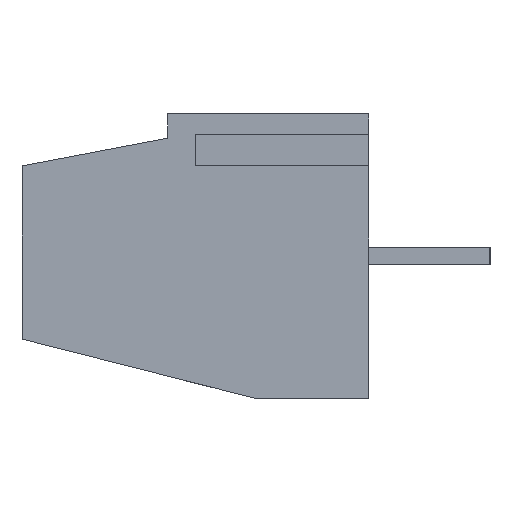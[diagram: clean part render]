
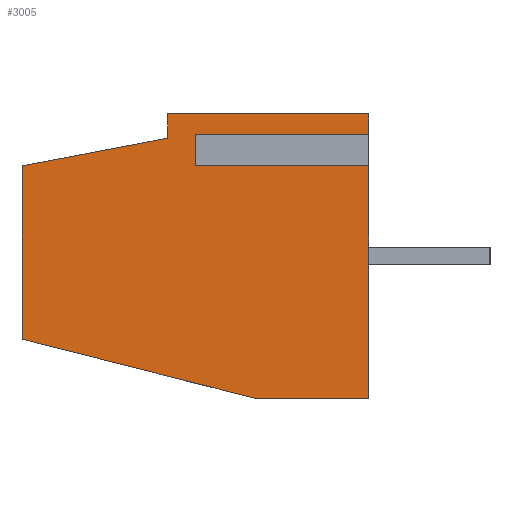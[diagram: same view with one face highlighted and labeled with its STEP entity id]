
A CAD part, left-side view. The second image highlights one B-rep face of the part: STEP entity #3005.
In plain terms, the highlighted planar face has unit normal (-1, 0, 0).
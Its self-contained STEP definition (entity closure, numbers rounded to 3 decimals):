
#72=DIRECTION('',(0.,0.,1.));
#73=VECTOR('',#72,0.5);
#74=CARTESIAN_POINT('',(-17.5,0.,-1.3));
#75=LINE('',#74,#73);
#76=DIRECTION('',(0.,1.,0.));
#77=VECTOR('',#76,5.);
#78=CARTESIAN_POINT('',(-17.5,-5.,-1.3));
#79=LINE('',#78,#77);
#80=DIRECTION('',(0.,0.,-1.));
#81=VECTOR('',#80,6.9);
#82=CARTESIAN_POINT('',(-17.5,-5.,-1.3));
#83=LINE('',#82,#81);
#84=DIRECTION('',(0.,1.,0.));
#85=VECTOR('',#84,3.3);
#86=CARTESIAN_POINT('',(-17.5,-5.,-8.2));
#87=LINE('',#86,#85);
#88=DIRECTION('',(0.,0.969,0.246));
#89=VECTOR('',#88,6.912);
#90=CARTESIAN_POINT('',(-17.5,-1.7,-8.2));
#91=LINE('',#90,#89);
#92=DIRECTION('',(0.,0.,1.));
#93=VECTOR('',#92,5.);
#94=CARTESIAN_POINT('',(-17.5,5.,-6.5));
#95=LINE('',#94,#93);
#96=DIRECTION('',(0.,-0.982,0.187));
#97=VECTOR('',#96,4.276);
#98=CARTESIAN_POINT('',(-17.5,5.,-1.5));
#99=LINE('',#98,#97);
#100=DIRECTION('',(0.,0.,1.));
#101=VECTOR('',#100,0.7);
#102=CARTESIAN_POINT('',(-17.5,0.8,-0.7));
#103=LINE('',#102,#101);
#104=DIRECTION('',(0.,-1.,0.));
#105=VECTOR('',#104,5.8);
#106=CARTESIAN_POINT('',(-17.5,0.8,0.));
#107=LINE('',#106,#105);
#108=DIRECTION('',(0.,0.,-1.));
#109=VECTOR('',#108,0.8);
#110=CARTESIAN_POINT('',(-17.5,-5.,0.));
#111=LINE('',#110,#109);
#112=DIRECTION('',(0.,1.,0.));
#113=VECTOR('',#112,5.);
#114=CARTESIAN_POINT('',(-17.5,-5.,-0.8));
#115=LINE('',#114,#113);
#2264=CARTESIAN_POINT('',(-17.5,-5.,-8.2));
#2265=CARTESIAN_POINT('',(-17.5,-1.7,-8.2));
#2266=VERTEX_POINT('',#2264);
#2267=VERTEX_POINT('',#2265);
#2268=CARTESIAN_POINT('',(-17.5,5.,-6.5));
#2269=VERTEX_POINT('',#2268);
#2270=CARTESIAN_POINT('',(-17.5,5.,-1.5));
#2271=VERTEX_POINT('',#2270);
#2272=CARTESIAN_POINT('',(-17.5,0.8,-0.7));
#2273=VERTEX_POINT('',#2272);
#2274=CARTESIAN_POINT('',(-17.5,0.8,0.));
#2275=VERTEX_POINT('',#2274);
#2276=CARTESIAN_POINT('',(-17.5,-5.,0.));
#2277=VERTEX_POINT('',#2276);
#2356=CARTESIAN_POINT('',(-17.5,0.,-1.3));
#2357=CARTESIAN_POINT('',(-17.5,0.,-0.8));
#2358=VERTEX_POINT('',#2356);
#2359=VERTEX_POINT('',#2357);
#2360=CARTESIAN_POINT('',(-17.5,-5.,-0.8));
#2361=VERTEX_POINT('',#2360);
#2362=CARTESIAN_POINT('',(-17.5,-5.,-1.3));
#2363=VERTEX_POINT('',#2362);
#2976=CARTESIAN_POINT('',(-17.5,0.,0.));
#2977=DIRECTION('',(1.,0.,0.));
#2978=DIRECTION('',(0.,0.,-1.));
#2979=AXIS2_PLACEMENT_3D('',#2976,#2977,#2978);
#2980=PLANE('',#2979);
#2982=ORIENTED_EDGE('',*,*,#2981,.F.);
#2984=ORIENTED_EDGE('',*,*,#2983,.F.);
#2986=ORIENTED_EDGE('',*,*,#2985,.T.);
#2988=ORIENTED_EDGE('',*,*,#2987,.T.);
#2990=ORIENTED_EDGE('',*,*,#2989,.T.);
#2992=ORIENTED_EDGE('',*,*,#2991,.T.);
#2994=ORIENTED_EDGE('',*,*,#2993,.T.);
#2996=ORIENTED_EDGE('',*,*,#2995,.T.);
#2998=ORIENTED_EDGE('',*,*,#2997,.T.);
#3000=ORIENTED_EDGE('',*,*,#2999,.T.);
#3002=ORIENTED_EDGE('',*,*,#3001,.T.);
#3003=EDGE_LOOP('',(#2982,#2984,#2986,#2988,#2990,#2992,#2994,#2996,#2998,#3000,
#3002));
#3004=FACE_OUTER_BOUND('',#3003,.F.);
#3005=ADVANCED_FACE('',(#3004),#2980,.F.);
#2981=EDGE_CURVE('',#2358,#2359,#75,.T.);
#2983=EDGE_CURVE('',#2363,#2358,#79,.T.);
#2985=EDGE_CURVE('',#2363,#2266,#83,.T.);
#2987=EDGE_CURVE('',#2266,#2267,#87,.T.);
#2989=EDGE_CURVE('',#2267,#2269,#91,.T.);
#2991=EDGE_CURVE('',#2269,#2271,#95,.T.);
#2993=EDGE_CURVE('',#2271,#2273,#99,.T.);
#2995=EDGE_CURVE('',#2273,#2275,#103,.T.);
#2997=EDGE_CURVE('',#2275,#2277,#107,.T.);
#2999=EDGE_CURVE('',#2277,#2361,#111,.T.);
#3001=EDGE_CURVE('',#2361,#2359,#115,.T.);
